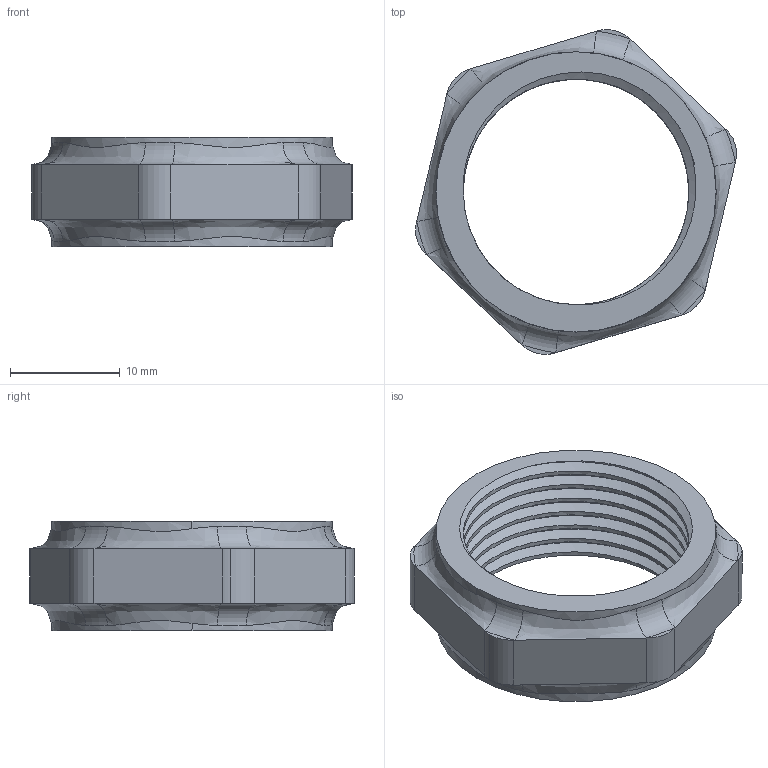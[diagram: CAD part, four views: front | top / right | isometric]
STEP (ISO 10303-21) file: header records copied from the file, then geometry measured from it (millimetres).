
FILE_DESCRIPTION (( 'STEP AP203' ), '1' );
FILE_NAME ('ecrou manchon.STEP', '2020-11-29T08:23:44', ( '' ), ( '' ), 'SwSTEP 2.0', 'SolidWorks 2017', '' );
FILE_SCHEMA (( 'CONFIG_CONTROL_DESIGN' ));
Length unit declared in the file: millimetre
Products named in the file (1): ecrou manchon
Bounding box: 29.18 x 29.54 x 10 mm (x, y, z)
Volume: 2247.3 mm3; surface area: 2378.7 mm2
Topology: 1 solids, 1 shells, 73 faces, 188 edges, 117 vertices
Faces by surface type: cylinder 26, plane 20, bspline 15, torus 12
Entity records: 6589 total; most frequent: CARTESIAN_POINT 4856, ORIENTED_EDGE 376, DIRECTION 323, EDGE_CURVE 188, AXIS2_PLACEMENT_3D 128, VERTEX_POINT 117, EDGE_LOOP 75, ADVANCED_FACE 73
